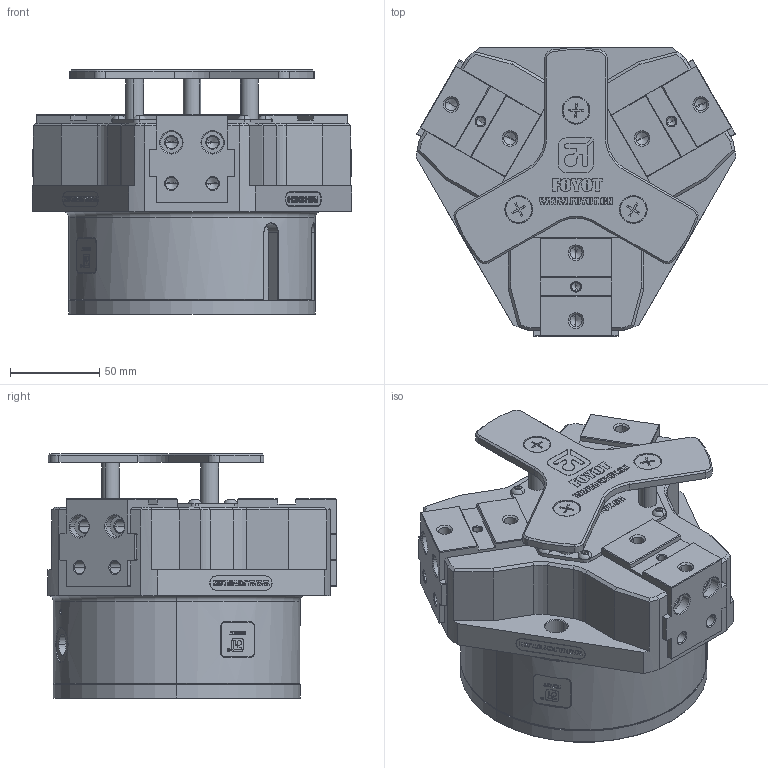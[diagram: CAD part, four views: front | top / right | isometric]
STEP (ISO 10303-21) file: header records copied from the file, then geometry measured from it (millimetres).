
FILE_DESCRIPTION (( 'STEP AP203' ), '1' );
FILE_NAME ('新款强力夹三爪D100.STEP', '2020-12-03T07:26:45', ( 'User' ), ( 'Microsoft' ), 'SwSTEP 2.0', 'SolidWorks 2015', '' );
FILE_SCHEMA (( 'CONFIG_CONTROL_DESIGN' ));
Length unit declared in the file: millimetre
Products named in the file (15): 新款强力夹三爪D100; hexagon socket button head screws gb_GB_SOCKET_TYPE7 M6X20-N; 新款全密封三爪D100标牌; 珘揤D80霧齪; 新款全密封三爪D100壳体; LOGOﾅﾆ; 新款全密封三爪D100滑块; 液压三爪推料板-D80-2; 新款全密封三爪D100后盖; 新款全密封三爪D100推料杆; 液压三爪推料杆D80; hexagon socket button head screws gb_GB_SOCKET_TYPE7 M8X10-N; 新款全密封三爪D100前盖; す芛蹟隊M6X15X15; hexagon socket button head screws gb_GB_SOCKET_TYPE7 M4X8-N
Assembly tree (31 placements, depth 2):
  新款强力夹三爪D100
    新款全密封三爪D100壳体
    新款全密封三爪D100滑块  x3
    新款全密封三爪D100后盖
    新款全密封三爪D100前盖
    hexagon socket button head screws gb_GB_SOCKET_TYPE7 M4X8-N  x6
    hexagon socket button head screws gb_GB_SOCKET_TYPE7 M6X20-N  x6
    新款全密封三爪D100标牌
    珘揤D80霧齪
    LOGOﾅﾆ
    液压三爪推料板-D80-2
    新款全密封三爪D100推料杆  x3
    hexagon socket button head screws gb_GB_SOCKET_TYPE7 M8X10-N  x3
    す芛蹟隊M6X15X15  x3
  液压三爪推料杆D80
Bounding box: 178.71 x 161.14 x 137 mm (x, y, z)
Volume: 1429965.9 mm3; surface area: 287202.3 mm2
Topology: 31 solids, 31 shells, 2307 faces, 5682 edges, 3565 vertices
Faces by surface type: plane 1265, cylinder 400, cone 310, bspline 286, sphere 30, torus 16
Entity records: 76593 total; most frequent: CARTESIAN_POINT 32131, ORIENTED_EDGE 9172, DIRECTION 7877, EDGE_CURVE 4586, LINE 3123, VECTOR 3123, VERTEX_POINT 2955, AXIS2_PLACEMENT_3D 2377
